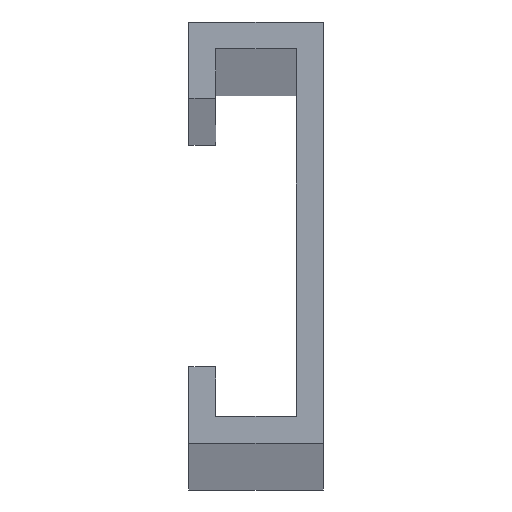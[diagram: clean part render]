
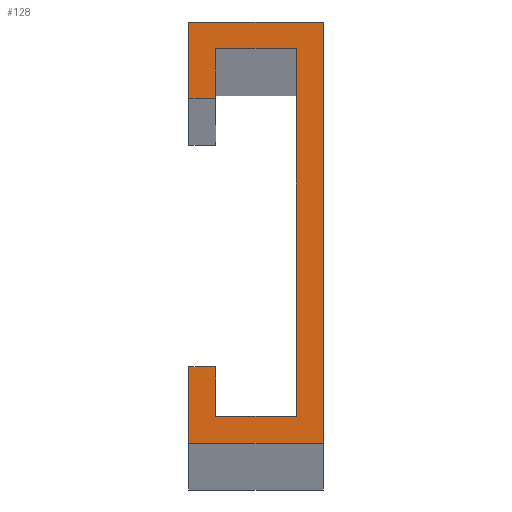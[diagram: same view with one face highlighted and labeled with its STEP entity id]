
A CAD part, top view. The second image highlights one B-rep face of the part: STEP entity #128.
In plain terms, the highlighted planar face has unit normal (0, 0, 1).
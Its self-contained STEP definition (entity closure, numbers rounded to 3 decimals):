
#5 = LINE ( 'NONE', #174, #258 ) ;
#8 = DIRECTION ( 'NONE',  ( 0., 1., 0. ) ) ;
#10 = CARTESIAN_POINT ( 'NONE',  ( -12., 20.5, 0. ) ) ;
#12 = DIRECTION ( 'NONE',  ( 0., -1., 0. ) ) ;
#24 = EDGE_LOOP ( 'NONE', ( #117, #90, #28, #396, #213, #294, #182, #300, #418, #400, #154, #369 ) ) ;
#28 = ORIENTED_EDGE ( 'NONE', *, *, #195, .T. ) ;
#33 = CARTESIAN_POINT ( 'NONE',  ( -15., -15., 0. ) ) ;
#35 = VECTOR ( 'NONE', #256, 1000. ) ;
#36 = CARTESIAN_POINT ( 'NONE',  ( -15., -23.5, 0. ) ) ;
#40 = VECTOR ( 'NONE', #433, 1000. ) ;
#42 = DIRECTION ( 'NONE',  ( 0., 1., 0. ) ) ;
#56 = CARTESIAN_POINT ( 'NONE',  ( -12., 15., 0. ) ) ;
#58 = CARTESIAN_POINT ( 'NONE',  ( 0., -23.5, 0. ) ) ;
#60 = DIRECTION ( 'NONE',  ( 1., 0., 0. ) ) ;
#69 = CARTESIAN_POINT ( 'NONE',  ( -15., -23.5, 0. ) ) ;
#76 = CARTESIAN_POINT ( 'NONE',  ( -3., -20.5, 0. ) ) ;
#81 = LINE ( 'NONE', #296, #370 ) ;
#89 = LINE ( 'NONE', #374, #444 ) ;
#90 = ORIENTED_EDGE ( 'NONE', *, *, #96, .T. ) ;
#93 = CARTESIAN_POINT ( 'NONE',  ( -3., -20.5, 0. ) ) ;
#96 = EDGE_CURVE ( 'NONE', #445, #324, #386, .T. ) ;
#100 = LINE ( 'NONE', #109, #323 ) ;
#102 = EDGE_CURVE ( 'NONE', #186, #119, #100, .T. ) ;
#109 = CARTESIAN_POINT ( 'NONE',  ( -12., 15., 0. ) ) ;
#113 = EDGE_CURVE ( 'NONE', #410, #186, #212, .T. ) ;
#115 = DIRECTION ( 'NONE',  ( -1., 0., 0. ) ) ;
#117 = ORIENTED_EDGE ( 'NONE', *, *, #134, .T. ) ;
#119 = VERTEX_POINT ( 'NONE', #10 ) ;
#122 = CARTESIAN_POINT ( 'NONE',  ( -12., -20.5, 0. ) ) ;
#125 = CARTESIAN_POINT ( 'NONE',  ( -12., -20.5, 0. ) ) ;
#128 = ADVANCED_FACE ( 'NONE', ( #440 ), #401, .T. ) ;
#133 = CARTESIAN_POINT ( 'NONE',  ( -12., 20.5, 0. ) ) ;
#134 = EDGE_CURVE ( 'NONE', #289, #445, #5, .T. ) ;
#149 = VERTEX_POINT ( 'NONE', #207 ) ;
#154 = ORIENTED_EDGE ( 'NONE', *, *, #321, .T. ) ;
#157 = DIRECTION ( 'NONE',  ( 0., -1., 0. ) ) ;
#161 = EDGE_CURVE ( 'NONE', #460, #305, #183, .T. ) ;
#166 = DIRECTION ( 'NONE',  ( 0., -1., 0. ) ) ;
#173 = EDGE_CURVE ( 'NONE', #119, #149, #463, .T. ) ;
#174 = CARTESIAN_POINT ( 'NONE',  ( 0., -23.5, 0. ) ) ;
#177 = DIRECTION ( 'NONE',  ( -1., 0., 0. ) ) ;
#182 = ORIENTED_EDGE ( 'NONE', *, *, #393, .T. ) ;
#183 = LINE ( 'NONE', #76, #443 ) ;
#186 = VERTEX_POINT ( 'NONE', #56 ) ;
#193 = LINE ( 'NONE', #292, #348 ) ;
#195 = EDGE_CURVE ( 'NONE', #324, #410, #81, .T. ) ;
#207 = CARTESIAN_POINT ( 'NONE',  ( -3., 20.5, 0. ) ) ;
#212 = LINE ( 'NONE', #284, #426 ) ;
#213 = ORIENTED_EDGE ( 'NONE', *, *, #102, .T. ) ;
#215 = VECTOR ( 'NONE', #371, 1000. ) ;
#224 = LINE ( 'NONE', #122, #215 ) ;
#240 = DIRECTION ( 'NONE',  ( 1., 0., 0. ) ) ;
#243 = CARTESIAN_POINT ( 'NONE',  ( 0., 23.5, 0. ) ) ;
#244 = EDGE_CURVE ( 'NONE', #441, #405, #193, .T. ) ;
#250 = DIRECTION ( 'NONE',  ( 1., 0., 0. ) ) ;
#256 = DIRECTION ( 'NONE',  ( -1., 0., 0. ) ) ;
#258 = VECTOR ( 'NONE', #42, 1000. ) ;
#273 = VECTOR ( 'NONE', #60, 1000. ) ;
#284 = CARTESIAN_POINT ( 'NONE',  ( -15., 15., 0. ) ) ;
#289 = VERTEX_POINT ( 'NONE', #58 ) ;
#292 = CARTESIAN_POINT ( 'NONE',  ( -12., -15., 0. ) ) ;
#294 = ORIENTED_EDGE ( 'NONE', *, *, #173, .T. ) ;
#296 = CARTESIAN_POINT ( 'NONE',  ( -15., 23.5, 0. ) ) ;
#300 = ORIENTED_EDGE ( 'NONE', *, *, #161, .T. ) ;
#305 = VERTEX_POINT ( 'NONE', #125 ) ;
#308 = CARTESIAN_POINT ( 'NONE',  ( -12., -15., 0. ) ) ;
#315 = EDGE_CURVE ( 'NONE', #305, #441, #224, .T. ) ;
#318 = AXIS2_PLACEMENT_3D ( 'NONE', #349, #356, #250 ) ;
#321 = EDGE_CURVE ( 'NONE', #405, #390, #89, .T. ) ;
#323 = VECTOR ( 'NONE', #8, 1000. ) ;
#324 = VERTEX_POINT ( 'NONE', #414 ) ;
#340 = CARTESIAN_POINT ( 'NONE',  ( -3., 20.5, 0. ) ) ;
#343 = CARTESIAN_POINT ( 'NONE',  ( -15., 15., 0. ) ) ;
#348 = VECTOR ( 'NONE', #115, 1000. ) ;
#349 = CARTESIAN_POINT ( 'NONE',  ( 0., 0., 0. ) ) ;
#356 = DIRECTION ( 'NONE',  ( 0., 0., 1. ) ) ;
#364 = CARTESIAN_POINT ( 'NONE',  ( 0., 23.5, 0. ) ) ;
#369 = ORIENTED_EDGE ( 'NONE', *, *, #430, .T. ) ;
#370 = VECTOR ( 'NONE', #12, 1000. ) ;
#371 = DIRECTION ( 'NONE',  ( 0., 1., 0. ) ) ;
#374 = CARTESIAN_POINT ( 'NONE',  ( -15., -15., 0. ) ) ;
#384 = LINE ( 'NONE', #340, #419 ) ;
#386 = LINE ( 'NONE', #364, #35 ) ;
#390 = VERTEX_POINT ( 'NONE', #36 ) ;
#393 = EDGE_CURVE ( 'NONE', #149, #460, #384, .T. ) ;
#396 = ORIENTED_EDGE ( 'NONE', *, *, #113, .T. ) ;
#400 = ORIENTED_EDGE ( 'NONE', *, *, #244, .T. ) ;
#401 = PLANE ( 'NONE',  #318 ) ;
#405 = VERTEX_POINT ( 'NONE', #33 ) ;
#410 = VERTEX_POINT ( 'NONE', #343 ) ;
#414 = CARTESIAN_POINT ( 'NONE',  ( -15., 23.5, 0. ) ) ;
#418 = ORIENTED_EDGE ( 'NONE', *, *, #315, .T. ) ;
#419 = VECTOR ( 'NONE', #166, 1000. ) ;
#426 = VECTOR ( 'NONE', #240, 1000. ) ;
#430 = EDGE_CURVE ( 'NONE', #390, #289, #457, .T. ) ;
#433 = DIRECTION ( 'NONE',  ( 1., 0., 0. ) ) ;
#440 = FACE_OUTER_BOUND ( 'NONE', #24, .T. ) ;
#441 = VERTEX_POINT ( 'NONE', #308 ) ;
#443 = VECTOR ( 'NONE', #177, 1000. ) ;
#444 = VECTOR ( 'NONE', #157, 1000. ) ;
#445 = VERTEX_POINT ( 'NONE', #243 ) ;
#457 = LINE ( 'NONE', #69, #273 ) ;
#460 = VERTEX_POINT ( 'NONE', #93 ) ;
#463 = LINE ( 'NONE', #133, #40 ) ;
